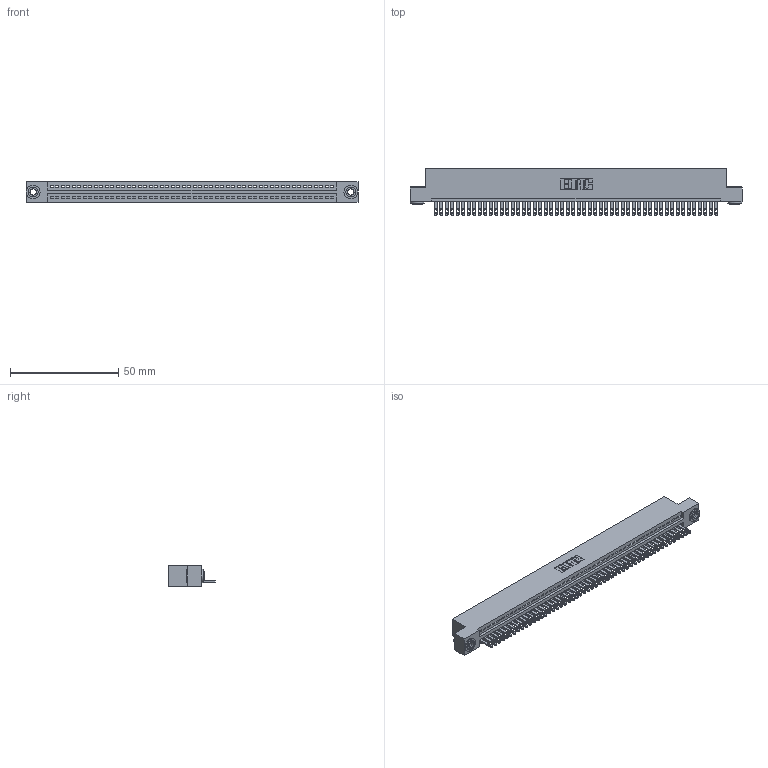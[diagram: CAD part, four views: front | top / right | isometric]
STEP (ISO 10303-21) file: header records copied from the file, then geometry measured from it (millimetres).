
FILE_DESCRIPTION (( 'STEP AP203' ), '1' );
FILE_NAME ('895-052-500-103.STEP', '2020-09-27T10:48:57', ( '' ), ( '' ), 'SwSTEP 2.0', 'SolidWorks 2020', '' );
FILE_SCHEMA (( 'CONFIG_CONTROL_DESIGN' ));
Length unit declared in the file: inch
Products named in the file (4): 345-292-001_345-293-100; 895-052-500-103; 345-250-002_345-250-002-102; 845 Part_Flush Mounting Lugs - 0.156 Dia-TH
Assembly tree (55 placements, depth 2):
  895-052-500-103
    845 Part_Flush Mounting Lugs - 0.156 Dia-TH
    345-292-001_345-293-100  x52
    345-250-002_345-250-002-102  x2
Bounding box: 153.29 x 21.51 x 9.4 mm (x, y, z)
Volume: 14693 mm3; surface area: 19992.9 mm2
Topology: 55 solids, 55 shells, 2972 faces, 9153 edges, 6098 vertices
Faces by surface type: plane 1858, cylinder 1106, cone 8
Entity records: 38370 total; most frequent: CARTESIAN_POINT 6623, ORIENTED_EDGE 6602, DIRECTION 5803, EDGE_CURVE 3301, LINE 2933, VECTOR 2933, VERTEX_POINT 2198, AXIS2_PLACEMENT_3D 1435
